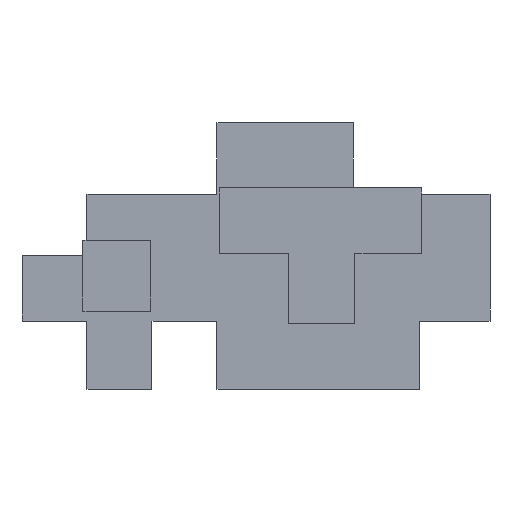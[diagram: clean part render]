
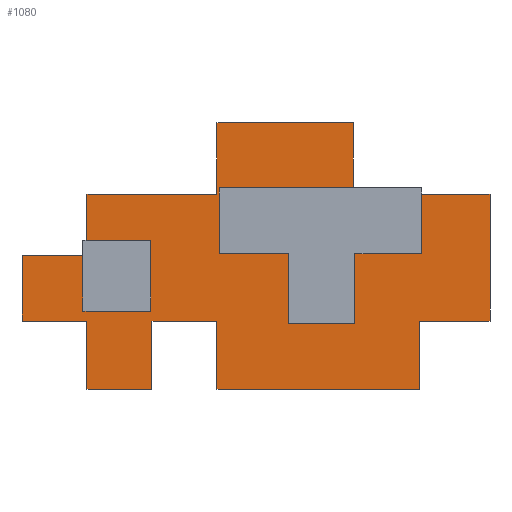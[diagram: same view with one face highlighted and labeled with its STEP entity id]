
A CAD part, front view. The second image highlights one B-rep face of the part: STEP entity #1080.
In plain terms, the highlighted planar face has unit normal (0, -1, 0).
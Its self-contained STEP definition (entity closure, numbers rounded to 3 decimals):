
#44=FACE_OUTER_BOUND('',#106,.T.);
#106=EDGE_LOOP('',(#789,#790,#791,#792,#793,#794,#795,#796,#797,#798,#799,
#800,#801,#802,#803,#804,#805,#806));
#149=LINE('',#1484,#299);
#153=LINE('',#1492,#303);
#156=LINE('',#1498,#306);
#159=LINE('',#1504,#309);
#162=LINE('',#1510,#312);
#165=LINE('',#1516,#315);
#168=LINE('',#1522,#318);
#171=LINE('',#1528,#321);
#174=LINE('',#1534,#324);
#177=LINE('',#1540,#327);
#180=LINE('',#1546,#330);
#183=LINE('',#1552,#333);
#186=LINE('',#1558,#336);
#189=LINE('',#1564,#339);
#192=LINE('',#1570,#342);
#195=LINE('',#1576,#345);
#198=LINE('',#1582,#348);
#201=LINE('',#1587,#351);
#299=VECTOR('',#1208,10.);
#303=VECTOR('',#1214,10.);
#306=VECTOR('',#1219,10.);
#309=VECTOR('',#1224,10.);
#312=VECTOR('',#1229,10.);
#315=VECTOR('',#1234,10.);
#318=VECTOR('',#1239,10.);
#321=VECTOR('',#1244,10.);
#324=VECTOR('',#1249,10.);
#327=VECTOR('',#1254,10.);
#330=VECTOR('',#1259,10.);
#333=VECTOR('',#1264,10.);
#336=VECTOR('',#1269,10.);
#339=VECTOR('',#1274,10.);
#342=VECTOR('',#1279,10.);
#345=VECTOR('',#1284,10.);
#348=VECTOR('',#1289,10.);
#351=VECTOR('',#1294,10.);
#449=VERTEX_POINT('',#1482);
#450=VERTEX_POINT('',#1483);
#453=VERTEX_POINT('',#1491);
#455=VERTEX_POINT('',#1497);
#457=VERTEX_POINT('',#1503);
#459=VERTEX_POINT('',#1509);
#461=VERTEX_POINT('',#1515);
#463=VERTEX_POINT('',#1521);
#465=VERTEX_POINT('',#1527);
#467=VERTEX_POINT('',#1533);
#469=VERTEX_POINT('',#1539);
#471=VERTEX_POINT('',#1545);
#473=VERTEX_POINT('',#1551);
#475=VERTEX_POINT('',#1557);
#477=VERTEX_POINT('',#1563);
#479=VERTEX_POINT('',#1569);
#481=VERTEX_POINT('',#1575);
#483=VERTEX_POINT('',#1581);
#549=EDGE_CURVE('',#449,#450,#149,.T.);
#553=EDGE_CURVE('',#450,#453,#153,.T.);
#556=EDGE_CURVE('',#453,#455,#156,.T.);
#559=EDGE_CURVE('',#455,#457,#159,.T.);
#562=EDGE_CURVE('',#457,#459,#162,.T.);
#565=EDGE_CURVE('',#459,#461,#165,.T.);
#568=EDGE_CURVE('',#461,#463,#168,.T.);
#571=EDGE_CURVE('',#463,#465,#171,.T.);
#574=EDGE_CURVE('',#465,#467,#174,.T.);
#577=EDGE_CURVE('',#467,#469,#177,.T.);
#580=EDGE_CURVE('',#469,#471,#180,.T.);
#583=EDGE_CURVE('',#471,#473,#183,.T.);
#586=EDGE_CURVE('',#473,#475,#186,.T.);
#589=EDGE_CURVE('',#475,#477,#189,.T.);
#592=EDGE_CURVE('',#477,#479,#192,.T.);
#595=EDGE_CURVE('',#479,#481,#195,.T.);
#598=EDGE_CURVE('',#481,#483,#198,.T.);
#601=EDGE_CURVE('',#483,#449,#201,.T.);
#789=ORIENTED_EDGE('',*,*,#601,.T.);
#790=ORIENTED_EDGE('',*,*,#549,.T.);
#791=ORIENTED_EDGE('',*,*,#553,.T.);
#792=ORIENTED_EDGE('',*,*,#556,.T.);
#793=ORIENTED_EDGE('',*,*,#559,.T.);
#794=ORIENTED_EDGE('',*,*,#562,.T.);
#795=ORIENTED_EDGE('',*,*,#565,.T.);
#796=ORIENTED_EDGE('',*,*,#568,.T.);
#797=ORIENTED_EDGE('',*,*,#571,.T.);
#798=ORIENTED_EDGE('',*,*,#574,.T.);
#799=ORIENTED_EDGE('',*,*,#577,.T.);
#800=ORIENTED_EDGE('',*,*,#580,.T.);
#801=ORIENTED_EDGE('',*,*,#583,.T.);
#802=ORIENTED_EDGE('',*,*,#586,.T.);
#803=ORIENTED_EDGE('',*,*,#589,.T.);
#804=ORIENTED_EDGE('',*,*,#592,.T.);
#805=ORIENTED_EDGE('',*,*,#595,.T.);
#806=ORIENTED_EDGE('',*,*,#598,.T.);
#1018=PLANE('',#1161);
#1080=ADVANCED_FACE('',(#44),#1018,.F.);
#1161=AXIS2_PLACEMENT_3D('',#1590,#1298,#1299);
#1208=DIRECTION('',(0.,0.,-1.));
#1214=DIRECTION('',(-1.,0.,0.));
#1219=DIRECTION('',(0.,0.,-1.));
#1224=DIRECTION('',(-1.,0.,0.));
#1229=DIRECTION('',(0.,0.,-1.));
#1234=DIRECTION('',(1.,0.,0.));
#1239=DIRECTION('',(0.,0.,-1.));
#1244=DIRECTION('',(1.,0.,0.));
#1249=DIRECTION('',(0.,0.,1.));
#1254=DIRECTION('',(1.,0.,0.));
#1259=DIRECTION('',(0.,0.,-1.));
#1264=DIRECTION('',(1.,0.,0.));
#1269=DIRECTION('',(0.,0.,1.));
#1274=DIRECTION('',(1.,0.,0.));
#1279=DIRECTION('',(0.,0.,1.));
#1284=DIRECTION('',(-1.,0.,0.));
#1289=DIRECTION('',(0.,0.,1.));
#1294=DIRECTION('',(-1.,0.,0.));
#1298=DIRECTION('center_axis',(0.,1.,0.));
#1299=DIRECTION('ref_axis',(1.,0.,0.));
#1482=CARTESIAN_POINT('',(-27.,0.,-33.51));
#1483=CARTESIAN_POINT('',(-27.,0.,-39.));
#1484=CARTESIAN_POINT('',(-27.,0.,-34.));
#1491=CARTESIAN_POINT('',(-37.,0.,-39.));
#1492=CARTESIAN_POINT('',(-27.,0.,-39.));
#1497=CARTESIAN_POINT('',(-37.,0.,-43.705));
#1498=CARTESIAN_POINT('',(-37.,0.,-39.));
#1503=CARTESIAN_POINT('',(-42.,0.,-43.705));
#1504=CARTESIAN_POINT('',(-37.,0.,-43.705));
#1509=CARTESIAN_POINT('',(-42.,0.,-48.761));
#1510=CARTESIAN_POINT('',(-42.,0.,-43.705));
#1515=CARTESIAN_POINT('',(-37.,0.,-48.761));
#1516=CARTESIAN_POINT('',(-42.,0.,-48.761));
#1521=CARTESIAN_POINT('',(-37.,0.,-54.));
#1522=CARTESIAN_POINT('',(-37.,0.,-48.761));
#1527=CARTESIAN_POINT('',(-32.,0.,-54.));
#1528=CARTESIAN_POINT('',(-37.,0.,-54.));
#1533=CARTESIAN_POINT('',(-32.,0.,-48.761));
#1534=CARTESIAN_POINT('',(-32.,0.,-54.));
#1539=CARTESIAN_POINT('',(-27.,0.,-48.761));
#1540=CARTESIAN_POINT('',(-32.,0.,-48.761));
#1545=CARTESIAN_POINT('',(-27.,0.,-54.));
#1546=CARTESIAN_POINT('',(-27.,0.,-48.761));
#1551=CARTESIAN_POINT('',(-11.445,0.,-54.));
#1552=CARTESIAN_POINT('',(-27.,0.,-54.));
#1557=CARTESIAN_POINT('',(-11.445,0.,-48.761));
#1558=CARTESIAN_POINT('',(-11.445,0.,-54.));
#1563=CARTESIAN_POINT('',(-6.,0.,-48.761));
#1564=CARTESIAN_POINT('',(-11.445,0.,-48.761));
#1569=CARTESIAN_POINT('',(-6.,0.,-39.));
#1570=CARTESIAN_POINT('',(-6.,0.,-48.761));
#1575=CARTESIAN_POINT('',(-16.516,0.,-39.));
#1576=CARTESIAN_POINT('',(-6.,0.,-39.));
#1581=CARTESIAN_POINT('',(-16.516,0.,-33.51));
#1582=CARTESIAN_POINT('',(-16.516,0.,-39.));
#1587=CARTESIAN_POINT('',(-16.516,0.,-33.51));
#1590=CARTESIAN_POINT('Origin',(-24.,0.,-43.755));
